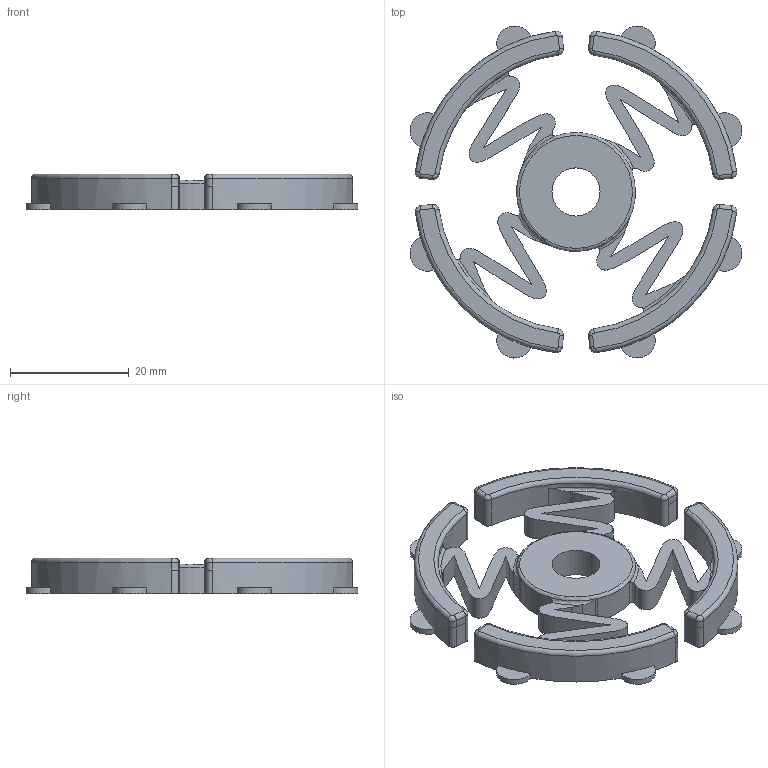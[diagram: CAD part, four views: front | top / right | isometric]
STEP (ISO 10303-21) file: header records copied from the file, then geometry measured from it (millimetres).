
FILE_DESCRIPTION(/* description */ ('Alibre Inc.'),/* implementation_level */ '2;1');
FILE_NAME(/* name */ 'export0',/* time_stamp */ '2017-03-11T15:55:14+02:00',/* author */ (''),/* organization */ (''),/* preprocessor_version */ 'ST-DEVELOPER v14',/* originating_system */ 'Alibre',/* authorisation */ '');
FILE_SCHEMA (('AUTOMOTIVE_DESIGN'));
Length unit declared in the file: centimetre
Bounding box: 55.88 x 55.88 x 6 mm (x, y, z)
Volume: 5934.8 mm3; surface area: 5609.6 mm2
Topology: 1 solids, 1 shells, 180 faces, 494 edges, 316 vertices
Faces by surface type: cylinder 61, plane 50, bspline 36, torus 33
Full cylindrical faces by diameter (mm): 8.1 x1
Entity records: 11586 total; most frequent: CARTESIAN_POINT 7366, ORIENTED_EDGE 982, DIRECTION 735, EDGE_CURVE 491, AXIS2_PLACEMENT_3D 327, VERTEX_POINT 315, CIRCLE 194, EDGE_LOOP 184
